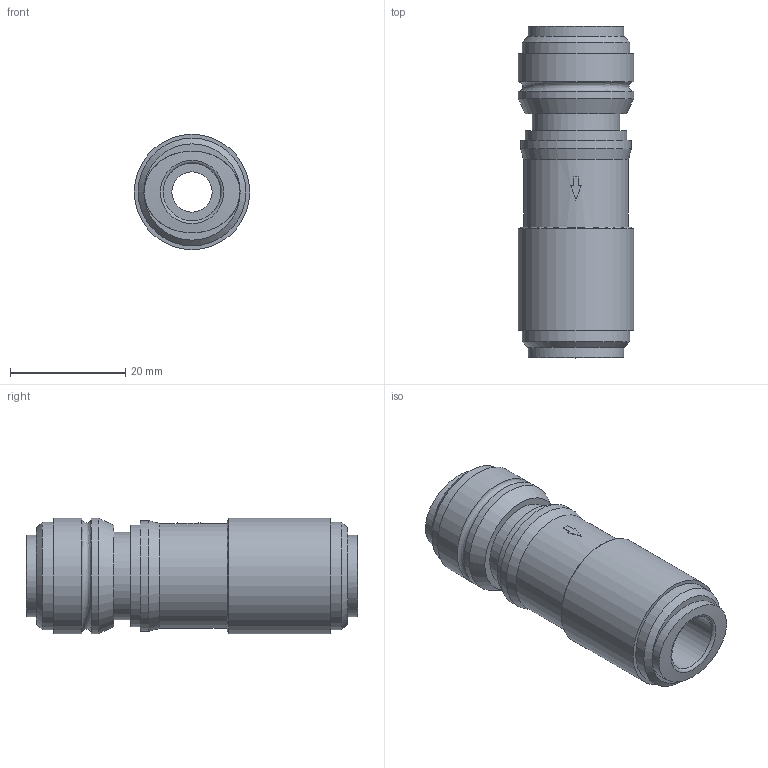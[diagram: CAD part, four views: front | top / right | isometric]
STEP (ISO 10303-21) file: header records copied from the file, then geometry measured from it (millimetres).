
FILE_DESCRIPTION((''),'2;1');
FILE_NAME('Fluidfit Products 3D Ass''HCVU 1010.stp','2011-07-05T11:00:16',('Microsoft'),(''),'Autodesk Inventor 2008','Autodesk Inventor 2008','');
FILE_SCHEMA(('AUTOMOTIVE_DESIGN { 1 0 10303 214 1 1 1 1 }'));
Length unit declared in the file: millimetre
Products named in the file (1): HCVU 1010
Bounding box: 20 x 57.6 x 20 mm (x, y, z)
Volume: 12129.3 mm3; surface area: 5767 mm2
Topology: 1 solids, 1 shells, 42 faces, 81 edges, 50 vertices
Faces by surface type: plane 17, cylinder 13, bspline 5, cone 5, torus 2
Full cylindrical faces by diameter (mm): 7 x1, 10 x2, 15.15 x1, 17.575 x1, 18.2 x1, 18.7 x2, 19.2 x1, 20 x3
Entity records: 1307 total; most frequent: CARTESIAN_POINT 486, DIRECTION 179, ORIENTED_EDGE 118, AXIS2_PLACEMENT_3D 84, EDGE_LOOP 75, EDGE_CURVE 59, VERTEX_POINT 50, FACE_OUTER_BOUND 42
